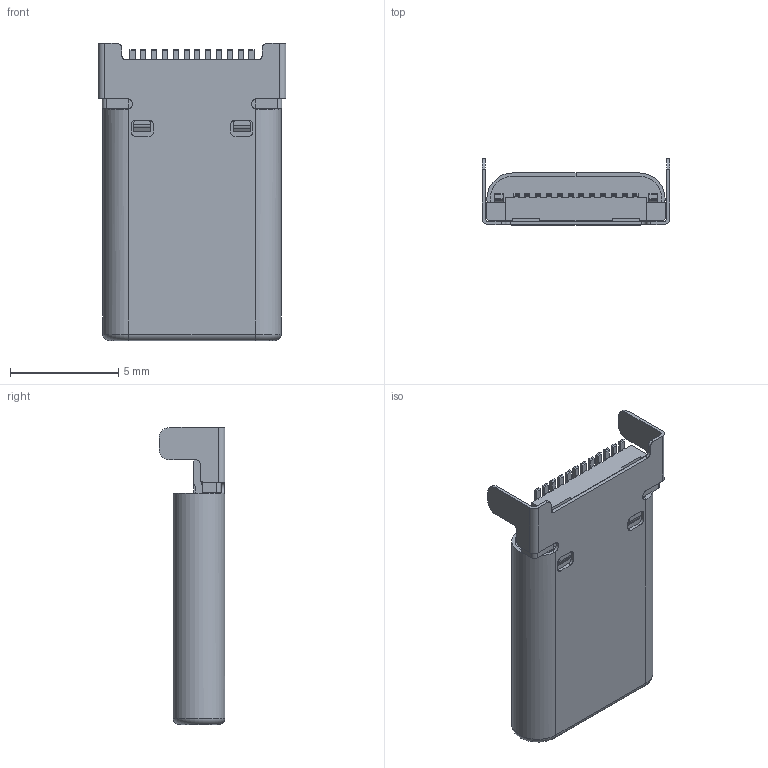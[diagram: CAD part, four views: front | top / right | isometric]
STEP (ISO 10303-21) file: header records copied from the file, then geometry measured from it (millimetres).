
FILE_DESCRIPTION((''),'2;1');
FILE_NAME('TANPIAN-PLASTIC_1_2__2_1_3_1','2025-11-22T09:18:04',('Administrator'),(''),'CREO PARAMETRIC BY PTC INC, 2022073','CREO PARAMETRIC BY PTC INC, 2022073','');
FILE_SCHEMA(('CONFIG_CONTROL_DESIGN'));
Length unit declared in the file: millimetre
Products named in the file (1): TANPIAN-PLASTIC_1_2__2_1_3_1
Bounding box: 8.7 x 3.05 x 13.75 mm (x, y, z)
Volume: 187.8 mm3; surface area: 497.7 mm2
Topology: 1 solids, 1 shells, 739 faces, 2147 edges, 1434 vertices
Faces by surface type: plane 559, cylinder 176, torus 4
Entity records: 24412 total; most frequent: CARTESIAN_POINT 4339, ORIENTED_EDGE 4294, DIRECTION 3999, EDGE_CURVE 2147, VECTOR 1765, LINE 1765, VERTEX_POINT 1434, AXIS2_PLACEMENT_3D 1117
